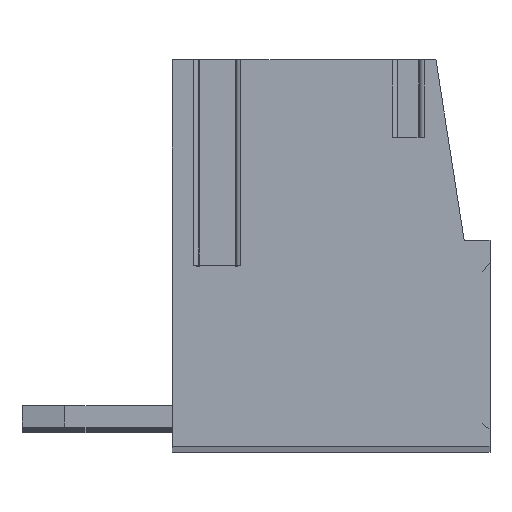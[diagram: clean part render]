
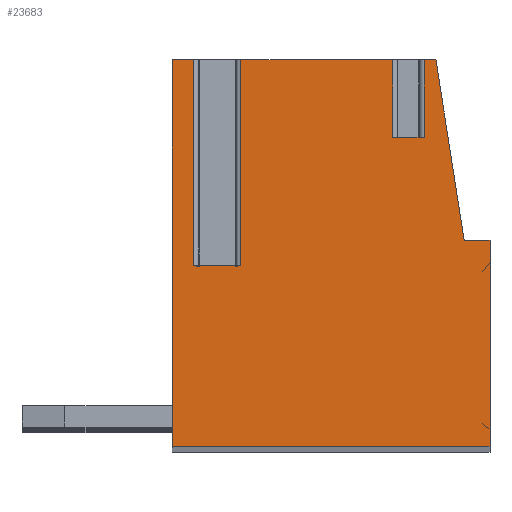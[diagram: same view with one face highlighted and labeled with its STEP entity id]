
A CAD part, top view. The second image highlights one B-rep face of the part: STEP entity #23683.
In plain terms, the highlighted planar face has unit normal (0, 0, 1).
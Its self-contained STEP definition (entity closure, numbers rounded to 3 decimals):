
#7689=DIRECTION('',(0.,1.,0.));
#7690=VECTOR('',#7689,1.8);
#7691=CARTESIAN_POINT('',(1.436,2.4,1.75));
#7692=LINE('',#7691,#7690);
#7693=DIRECTION('',(0.,1.,0.));
#7694=VECTOR('',#7693,1.8);
#7695=CARTESIAN_POINT('',(2.164,2.4,1.75));
#7696=LINE('',#7695,#7694);
#7697=DIRECTION('',(-1.,0.,0.));
#7698=VECTOR('',#7697,0.276);
#7699=CARTESIAN_POINT('',(2.44,4.2,1.75));
#7700=LINE('',#7699,#7698);
#7701=DIRECTION('',(-0.155,0.988,0.));
#7702=VECTOR('',#7701,4.252);
#7703=CARTESIAN_POINT('',(3.1,0.,1.75));
#7704=LINE('',#7703,#7702);
#7705=DIRECTION('',(-1.,0.,0.));
#7706=VECTOR('',#7705,0.6);
#7707=CARTESIAN_POINT('',(3.7,0.,1.75));
#7708=LINE('',#7707,#7706);
#7709=DIRECTION('',(0.,1.,0.));
#7710=VECTOR('',#7709,4.8);
#7711=CARTESIAN_POINT('',(3.7,-4.8,1.75));
#7712=LINE('',#7711,#7710);
#7713=DIRECTION('',(1.,0.,0.));
#7714=VECTOR('',#7713,7.4);
#7715=CARTESIAN_POINT('',(-3.7,-4.8,1.75));
#7716=LINE('',#7715,#7714);
#7717=DIRECTION('',(0.,-1.,0.));
#7718=VECTOR('',#7717,9.);
#7719=CARTESIAN_POINT('',(-3.7,4.2,1.75));
#7720=LINE('',#7719,#7718);
#7721=DIRECTION('',(-1.,0.,0.));
#7722=VECTOR('',#7721,0.504);
#7723=CARTESIAN_POINT('',(-3.196,4.2,1.75));
#7724=LINE('',#7723,#7722);
#7725=DIRECTION('',(0.,1.,0.));
#7726=VECTOR('',#7725,4.8);
#7727=CARTESIAN_POINT('',(-3.196,-0.6,1.75));
#7728=LINE('',#7727,#7726);
#7729=DIRECTION('',(-1.,0.,0.));
#7730=VECTOR('',#7729,1.093);
#7731=CARTESIAN_POINT('',(-2.104,-0.6,1.75));
#7732=LINE('',#7731,#7730);
#7733=DIRECTION('',(0.,1.,0.));
#7734=VECTOR('',#7733,4.8);
#7735=CARTESIAN_POINT('',(-2.104,-0.6,1.75));
#7736=LINE('',#7735,#7734);
#7737=DIRECTION('',(-1.,0.,0.));
#7738=VECTOR('',#7737,3.54);
#7739=CARTESIAN_POINT('',(1.436,4.2,1.75));
#7740=LINE('',#7739,#7738);
#7750=DIRECTION('',(1.,0.,0.));
#7751=VECTOR('',#7750,0.728);
#7752=CARTESIAN_POINT('',(1.436,2.4,1.75));
#7753=LINE('',#7752,#7751);
#9749=CARTESIAN_POINT('',(3.7,0.,1.75));
#9750=CARTESIAN_POINT('',(3.1,0.,1.75));
#9751=VERTEX_POINT('',#9749);
#9752=VERTEX_POINT('',#9750);
#9753=CARTESIAN_POINT('',(2.44,4.2,1.75));
#9754=VERTEX_POINT('',#9753);
#9755=CARTESIAN_POINT('',(-3.7,4.2,1.75));
#9756=CARTESIAN_POINT('',(-3.7,-4.8,1.75));
#9757=VERTEX_POINT('',#9755);
#9758=VERTEX_POINT('',#9756);
#9759=CARTESIAN_POINT('',(3.7,-4.8,1.75));
#9760=VERTEX_POINT('',#9759);
#9793=CARTESIAN_POINT('',(-2.104,-0.6,1.75));
#9794=CARTESIAN_POINT('',(-3.196,-0.6,1.75));
#9795=VERTEX_POINT('',#9793);
#9796=VERTEX_POINT('',#9794);
#9797=CARTESIAN_POINT('',(-3.196,4.2,1.75));
#9798=VERTEX_POINT('',#9797);
#9799=CARTESIAN_POINT('',(-2.104,4.2,1.75));
#9800=VERTEX_POINT('',#9799);
#9805=CARTESIAN_POINT('',(1.436,4.2,1.75));
#9806=VERTEX_POINT('',#9805);
#9808=CARTESIAN_POINT('',(2.164,4.2,1.75));
#9810=VERTEX_POINT('',#9808);
#9873=CARTESIAN_POINT('',(1.436,2.4,1.75));
#9874=VERTEX_POINT('',#9873);
#9876=CARTESIAN_POINT('',(2.164,2.4,1.75));
#9878=VERTEX_POINT('',#9876);
#23652=CARTESIAN_POINT('',(0.,0.,1.75));
#23653=DIRECTION('',(0.,0.,1.));
#23654=DIRECTION('',(1.,0.,0.));
#23655=AXIS2_PLACEMENT_3D('',#23652,#23653,#23654);
#23656=PLANE('',#23655);
#23658=ORIENTED_EDGE('',*,*,#23657,.F.);
#23660=ORIENTED_EDGE('',*,*,#23659,.T.);
#23662=ORIENTED_EDGE('',*,*,#23661,.T.);
#23663=ORIENTED_EDGE('',*,*,#12726,.F.);
#23665=ORIENTED_EDGE('',*,*,#23664,.F.);
#23667=ORIENTED_EDGE('',*,*,#23666,.F.);
#23669=ORIENTED_EDGE('',*,*,#23668,.F.);
#23671=ORIENTED_EDGE('',*,*,#23670,.F.);
#23672=ORIENTED_EDGE('',*,*,#19967,.F.);
#23673=ORIENTED_EDGE('',*,*,#12750,.F.);
#23675=ORIENTED_EDGE('',*,*,#23674,.F.);
#23677=ORIENTED_EDGE('',*,*,#23676,.F.);
#23679=ORIENTED_EDGE('',*,*,#23678,.T.);
#23680=ORIENTED_EDGE('',*,*,#12738,.F.);
#23681=EDGE_LOOP('',(#23658,#23660,#23662,#23663,#23665,#23667,#23669,#23671,
#23672,#23673,#23675,#23677,#23679,#23680));
#23682=FACE_OUTER_BOUND('',#23681,.F.);
#12726=EDGE_CURVE('',#9754,#9810,#7700,.T.);
#12738=EDGE_CURVE('',#9806,#9800,#7740,.T.);
#12750=EDGE_CURVE('',#9798,#9757,#7724,.T.);
#19967=EDGE_CURVE('',#9757,#9758,#7720,.T.);
#23657=EDGE_CURVE('',#9874,#9806,#7692,.T.);
#23659=EDGE_CURVE('',#9874,#9878,#7753,.T.);
#23661=EDGE_CURVE('',#9878,#9810,#7696,.T.);
#23664=EDGE_CURVE('',#9752,#9754,#7704,.T.);
#23666=EDGE_CURVE('',#9751,#9752,#7708,.T.);
#23668=EDGE_CURVE('',#9760,#9751,#7712,.T.);
#23670=EDGE_CURVE('',#9758,#9760,#7716,.T.);
#23674=EDGE_CURVE('',#9796,#9798,#7728,.T.);
#23676=EDGE_CURVE('',#9795,#9796,#7732,.T.);
#23678=EDGE_CURVE('',#9795,#9800,#7736,.T.);
#23683=ADVANCED_FACE('',(#23682),#23656,.T.);
